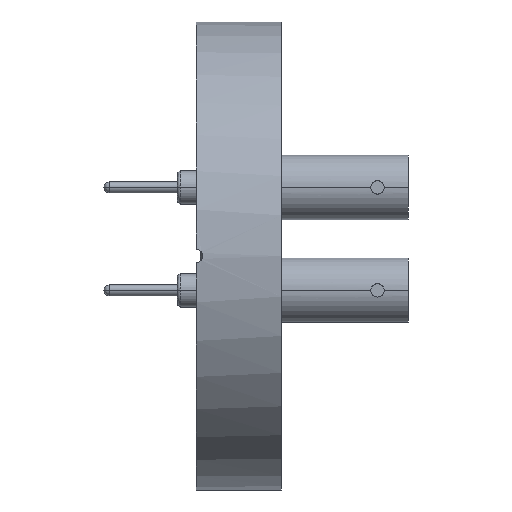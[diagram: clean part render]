
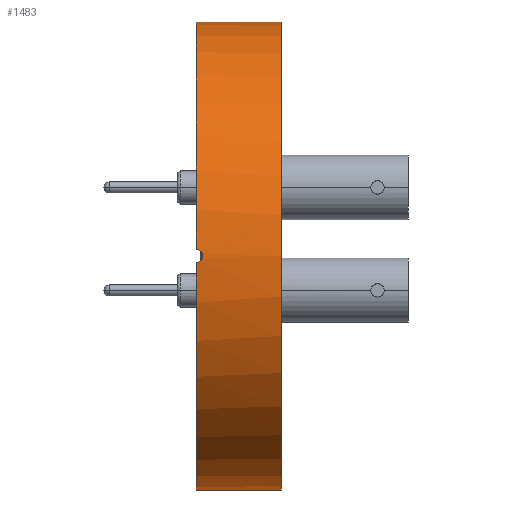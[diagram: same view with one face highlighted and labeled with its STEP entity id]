
A CAD part, left-side view. The second image highlights one B-rep face of the part: STEP entity #1483.
In plain terms, the highlighted cylindrical face has radius 34.95 mm (diameter 69.9 mm), a partial arc.
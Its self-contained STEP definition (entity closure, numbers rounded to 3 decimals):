
#33 = CARTESIAN_POINT ( 'NONE',  ( 0., 0., 0. ) ) ;
#46 = B_SPLINE_CURVE_WITH_KNOTS ( 'NONE', 3,
 ( #167, #379, #904, #2335, #1993, #770, #1569, #2513, #650, #2489, #2379, #958, #2182, #1096, #1071, #1355 ),
 .UNSPECIFIED., .F., .F.,
 ( 4, 2, 2, 2, 2, 2, 2, 4 ),
 ( 0., 0., 0.001, 0.001, 0.002, 0.002, 0.002, 0.003 ),
 .UNSPECIFIED. ) ;
#51 = AXIS2_PLACEMENT_3D ( 'NONE', #33, #660, #1698 ) ;
#55 = CARTESIAN_POINT ( 'NONE',  ( 0., -12.7, 0. ) ) ;
#100 = VERTEX_POINT ( 'NONE', #1810 ) ;
#134 = CARTESIAN_POINT ( 'NONE',  ( 0., -12.7, 0. ) ) ;
#144 = CARTESIAN_POINT ( 'NONE',  ( 0., 0., -34.95 ) ) ;
#155 = EDGE_CURVE ( 'NONE', #182, #100, #46, .T. ) ;
#167 = CARTESIAN_POINT ( 'NONE',  ( -34.936, 0., 1. ) ) ;
#182 = VERTEX_POINT ( 'NONE', #1720 ) ;
#209 = EDGE_CURVE ( 'NONE', #1114, #249, #1486, .T. ) ;
#249 = VERTEX_POINT ( 'NONE', #1624 ) ;
#339 = DIRECTION ( 'NONE',  ( 0., 0., 1. ) ) ;
#378 = AXIS2_PLACEMENT_3D ( 'NONE', #1984, #925, #339 ) ;
#379 = CARTESIAN_POINT ( 'NONE',  ( -34.936, -0.132, 1. ) ) ;
#431 = VECTOR ( 'NONE', #2151, 1000. ) ;
#606 = LINE ( 'NONE', #2057, #2502 ) ;
#650 = CARTESIAN_POINT ( 'NONE',  ( -34.95, -1., 0.131 ) ) ;
#660 = DIRECTION ( 'NONE',  ( 0., 1., 0. ) ) ;
#743 = DIRECTION ( 'NONE',  ( 0., 1., 0. ) ) ;
#770 = CARTESIAN_POINT ( 'NONE',  ( -34.945, -0.799, 0.615 ) ) ;
#803 = FACE_OUTER_BOUND ( 'NONE', #1474, .T. ) ;
#863 = CYLINDRICAL_SURFACE ( 'NONE', #2061, 34.95 ) ;
#904 = CARTESIAN_POINT ( 'NONE',  ( -34.936, -0.262, 0.974 ) ) ;
#925 = DIRECTION ( 'NONE',  ( 0., 1., 0. ) ) ;
#958 = CARTESIAN_POINT ( 'NONE',  ( -34.947, -0.874, -0.503 ) ) ;
#1008 = CARTESIAN_POINT ( 'NONE',  ( 0., 0., 34.95 ) ) ;
#1011 = CIRCLE ( 'NONE', #51, 34.95 ) ;
#1019 = DIRECTION ( 'NONE',  ( 0., 1., 0. ) ) ;
#1071 = CARTESIAN_POINT ( 'NONE',  ( -34.936, -0.264, -1. ) ) ;
#1096 = CARTESIAN_POINT ( 'NONE',  ( -34.939, -0.521, -0.893 ) ) ;
#1114 = VERTEX_POINT ( 'NONE', #1608 ) ;
#1122 = ORIENTED_EDGE ( 'NONE', *, *, #1603, .F. ) ;
#1247 = DIRECTION ( 'NONE',  ( 0., 1., 0. ) ) ;
#1252 = ORIENTED_EDGE ( 'NONE', *, *, #2437, .F. ) ;
#1273 = AXIS2_PLACEMENT_3D ( 'NONE', #55, #1019, #2445 ) ;
#1278 = LINE ( 'NONE', #1340, #431 ) ;
#1288 = EDGE_CURVE ( 'NONE', #249, #2325, #606, .T. ) ;
#1340 = CARTESIAN_POINT ( 'NONE',  ( 0., -12.7, -34.95 ) ) ;
#1347 = EDGE_CURVE ( 'NONE', #2460, #100, #1011, .T. ) ;
#1355 = CARTESIAN_POINT ( 'NONE',  ( -34.936, 0., -1. ) ) ;
#1419 = DIRECTION ( 'NONE',  ( 0., 0., 1. ) ) ;
#1474 = EDGE_LOOP ( 'NONE', ( #1252, #2500, #1517, #1122, #1590, #2299 ) ) ;
#1483 = ADVANCED_FACE ( 'NONE', ( #803 ), #863, .T. ) ;
#1486 = CIRCLE ( 'NONE', #1273, 34.95 ) ;
#1517 = ORIENTED_EDGE ( 'NONE', *, *, #1288, .T. ) ;
#1569 = CARTESIAN_POINT ( 'NONE',  ( -34.947, -0.874, 0.503 ) ) ;
#1590 = ORIENTED_EDGE ( 'NONE', *, *, #155, .T. ) ;
#1603 = EDGE_CURVE ( 'NONE', #182, #2325, #2211, .T. ) ;
#1608 = CARTESIAN_POINT ( 'NONE',  ( 0., -12.7, -34.95 ) ) ;
#1624 = CARTESIAN_POINT ( 'NONE',  ( 0., -12.7, 34.95 ) ) ;
#1698 = DIRECTION ( 'NONE',  ( 0., 0., 1. ) ) ;
#1720 = CARTESIAN_POINT ( 'NONE',  ( -34.936, 0., 1. ) ) ;
#1810 = CARTESIAN_POINT ( 'NONE',  ( -34.936, 0., -1. ) ) ;
#1984 = CARTESIAN_POINT ( 'NONE',  ( 0., 0., 0. ) ) ;
#1993 = CARTESIAN_POINT ( 'NONE',  ( -34.941, -0.615, 0.799 ) ) ;
#2057 = CARTESIAN_POINT ( 'NONE',  ( 0., -12.7, 34.95 ) ) ;
#2061 = AXIS2_PLACEMENT_3D ( 'NONE', #134, #743, #1419 ) ;
#2151 = DIRECTION ( 'NONE',  ( 0., 1., 0. ) ) ;
#2182 = CARTESIAN_POINT ( 'NONE',  ( -34.945, -0.801, -0.613 ) ) ;
#2211 = CIRCLE ( 'NONE', #378, 34.95 ) ;
#2299 = ORIENTED_EDGE ( 'NONE', *, *, #1347, .F. ) ;
#2325 = VERTEX_POINT ( 'NONE', #1008 ) ;
#2335 = CARTESIAN_POINT ( 'NONE',  ( -34.939, -0.504, 0.874 ) ) ;
#2379 = CARTESIAN_POINT ( 'NONE',  ( -34.949, -0.974, -0.261 ) ) ;
#2437 = EDGE_CURVE ( 'NONE', #1114, #2460, #1278, .T. ) ;
#2445 = DIRECTION ( 'NONE',  ( 0., 0., 1. ) ) ;
#2460 = VERTEX_POINT ( 'NONE', #144 ) ;
#2489 = CARTESIAN_POINT ( 'NONE',  ( -34.95, -1., -0.13 ) ) ;
#2500 = ORIENTED_EDGE ( 'NONE', *, *, #209, .T. ) ;
#2502 = VECTOR ( 'NONE', #1247, 1000. ) ;
#2513 = CARTESIAN_POINT ( 'NONE',  ( -34.949, -0.974, 0.263 ) ) ;
